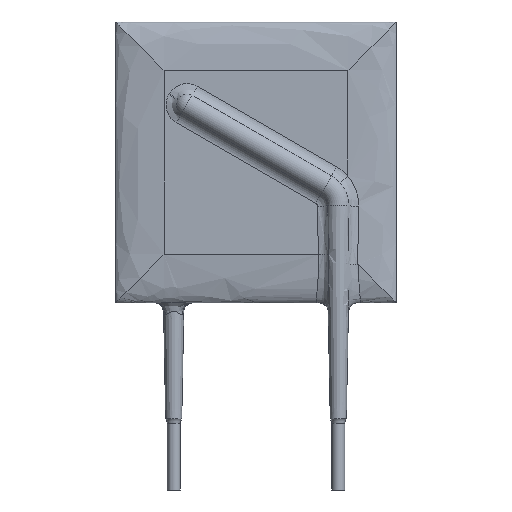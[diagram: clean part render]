
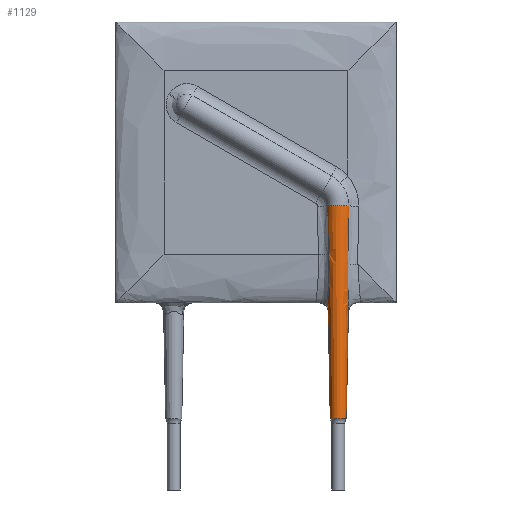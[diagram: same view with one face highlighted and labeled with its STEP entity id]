
A CAD part, front view. The second image highlights one B-rep face of the part: STEP entity #1129.
In plain terms, the highlighted conical face has half-angle 1.085 degrees and reference radius 0.75 mm.
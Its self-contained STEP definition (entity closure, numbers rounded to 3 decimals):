
#30 = CARTESIAN_POINT ( 'NONE',  ( 5.735, -1.111, 13.572 ) ) ;
#68 = VERTEX_POINT ( 'NONE', #2205 ) ;
#221 = DIRECTION ( 'NONE',  ( -1., 0., 0. ) ) ;
#301 = EDGE_CURVE ( 'NONE', #635, #68, #855, .T. ) ;
#319 = FACE_OUTER_BOUND ( 'NONE', #458, .T. ) ;
#457 = CARTESIAN_POINT ( 'NONE',  ( 5.719, -0.912, 8.743 ) ) ;
#458 = EDGE_LOOP ( 'NONE', ( #2447, #2229, #1950, #2899, #1653, #2650, #2150, #976 ) ) ;
#552 = CIRCLE ( 'NONE', #3000, 0.5 ) ;
#558 = CARTESIAN_POINT ( 'NONE',  ( 5.685, -1.1, 10.986 ) ) ;
#607 = DIRECTION ( 'NONE',  ( 0., 0., 1. ) ) ;
#612 = CARTESIAN_POINT ( 'NONE',  ( 4.451, -1.125, 14.6 ) ) ;
#630 = VERTEX_POINT ( 'NONE', #1362 ) ;
#635 = VERTEX_POINT ( 'NONE', #2187 ) ;
#640 = CARTESIAN_POINT ( 'NONE',  ( 4.479, -1.118, 13.128 ) ) ;
#645 = DIRECTION ( 'NONE',  ( -0.019, 0., 1. ) ) ;
#691 = CARTESIAN_POINT ( 'NONE',  ( 5.682, -1.087, 10.512 ) ) ;
#743 = CARTESIAN_POINT ( 'NONE',  ( 4.472, -0.75, 8.173 ) ) ;
#775 = EDGE_CURVE ( 'NONE', #825, #630, #1987, .T. ) ;
#825 = VERTEX_POINT ( 'NONE', #1448 ) ;
#830 = EDGE_CURVE ( 'NONE', #1689, #635, #2445, .T. ) ;
#833 = CARTESIAN_POINT ( 'NONE',  ( 5.1, -0.75, 14.6 ) ) ;
#855 = B_SPLINE_CURVE_WITH_KNOTS ( 'NONE', 3,
 ( #558, #1672, #1658, #1951, #30, #2480, #2751 ),
 .UNSPECIFIED., .F., .F.,
 ( 4, 3, 4 ),
 ( 0., 0.002, 0.004 ),
 .UNSPECIFIED. ) ;
#880 = EDGE_CURVE ( 'NONE', #825, #68, #1931, .T. ) ;
#900 = DIRECTION ( 'NONE',  ( -1., 0., 0. ) ) ;
#976 = ORIENTED_EDGE ( 'NONE', *, *, #1210, .F. ) ;
#1006 = CARTESIAN_POINT ( 'NONE',  ( 4.504, -1.024, 9.59 ) ) ;
#1129 = ADVANCED_FACE ( 'NONE', ( #319 ), #1252, .T. ) ;
#1163 = CARTESIAN_POINT ( 'NONE',  ( 4.508, -1.11, 11.614 ) ) ;
#1198 = AXIS2_PLACEMENT_3D ( 'NONE', #833, #2767, #900 ) ;
#1204 = VECTOR ( 'NONE', #1755, 1000. ) ;
#1210 = EDGE_CURVE ( 'NONE', #1894, #2411, #3108, .T. ) ;
#1252 = CONICAL_SURFACE ( 'NONE', #1198, 0.75, 0.019 ) ;
#1312 = CARTESIAN_POINT ( 'NONE',  ( 5.728, -0.75, 8.173 ) ) ;
#1362 = CARTESIAN_POINT ( 'NONE',  ( 4.508, -1.11, 11.614 ) ) ;
#1448 = CARTESIAN_POINT ( 'NONE',  ( 4.451, -1.125, 14.6 ) ) ;
#1473 = CARTESIAN_POINT ( 'NONE',  ( 4.498, -1.113, 12.119 ) ) ;
#1508 = CARTESIAN_POINT ( 'NONE',  ( 5.728, -0.832, 8.396 ) ) ;
#1517 = CARTESIAN_POINT ( 'NONE',  ( 5.73, -0.798, 8.281 ) ) ;
#1543 = CARTESIAN_POINT ( 'NONE',  ( 4.518, -1.088, 10.456 ) ) ;
#1587 = CARTESIAN_POINT ( 'NONE',  ( 5.1, -0.75, 14.6 ) ) ;
#1653 = ORIENTED_EDGE ( 'NONE', *, *, #880, .F. ) ;
#1658 = CARTESIAN_POINT ( 'NONE',  ( 5.711, -1.106, 12.368 ) ) ;
#1672 = CARTESIAN_POINT ( 'NONE',  ( 5.698, -1.103, 11.677 ) ) ;
#1689 = VERTEX_POINT ( 'NONE', #1312 ) ;
#1755 = DIRECTION ( 'NONE',  ( 0.019, 0., 1. ) ) ;
#1759 = CARTESIAN_POINT ( 'NONE',  ( 4.46, -1.123, 14.109 ) ) ;
#1821 = CARTESIAN_POINT ( 'NONE',  ( 4.469, -0.809, 8.306 ) ) ;
#1894 = VERTEX_POINT ( 'NONE', #2928 ) ;
#1931 = CIRCLE ( 'NONE', #2569, 0.75 ) ;
#1950 = ORIENTED_EDGE ( 'NONE', *, *, #830, .T. ) ;
#1951 = CARTESIAN_POINT ( 'NONE',  ( 5.725, -1.109, 13.059 ) ) ;
#1964 = B_SPLINE_CURVE_WITH_KNOTS ( 'NONE', 3,
 ( #2603, #2105, #1543, #1006, #3143, #2369, #2615, #3134, #1821, #743 ),
 .UNSPECIFIED., .F., .F.,
 ( 4, 2, 2, 2, 4 ),
 ( 0., 0.002, 0.003, 0.003, 0.003 ),
 .UNSPECIFIED. ) ;
#1971 = CARTESIAN_POINT ( 'NONE',  ( 5.85, -0.75, 14.6 ) ) ;
#1987 = B_SPLINE_CURVE_WITH_KNOTS ( 'NONE', 3,
 ( #612, #1759, #2032, #640, #2796, #1473, #1163 ),
 .UNSPECIFIED., .F., .F.,
 ( 4, 3, 4 ),
 ( 0., 0.001, 0.003 ),
 .UNSPECIFIED. ) ;
#2018 = CARTESIAN_POINT ( 'NONE',  ( 5.6, -0.75, 1.4 ) ) ;
#2027 = EDGE_CURVE ( 'NONE', #630, #2411, #1964, .T. ) ;
#2032 = CARTESIAN_POINT ( 'NONE',  ( 4.469, -1.12, 13.619 ) ) ;
#2086 = CARTESIAN_POINT ( 'NONE',  ( 5.708, -0.97, 9.094 ) ) ;
#2105 = CARTESIAN_POINT ( 'NONE',  ( 4.519, -1.107, 11.035 ) ) ;
#2150 = ORIENTED_EDGE ( 'NONE', *, *, #2027, .T. ) ;
#2187 = CARTESIAN_POINT ( 'NONE',  ( 5.685, -1.1, 10.986 ) ) ;
#2205 = CARTESIAN_POINT ( 'NONE',  ( 5.755, -1.116, 14.6 ) ) ;
#2229 = ORIENTED_EDGE ( 'NONE', *, *, #2978, .T. ) ;
#2265 = CARTESIAN_POINT ( 'NONE',  ( 4.35, -0.75, 14.6 ) ) ;
#2278 = VERTEX_POINT ( 'NONE', #2018 ) ;
#2329 = CARTESIAN_POINT ( 'NONE',  ( 5.702, -0.997, 9.33 ) ) ;
#2369 = CARTESIAN_POINT ( 'NONE',  ( 4.485, -0.934, 8.871 ) ) ;
#2411 = VERTEX_POINT ( 'NONE', #2795 ) ;
#2445 = B_SPLINE_CURVE_WITH_KNOTS ( 'NONE', 3,
 ( #3407, #1517, #1508, #2578, #457, #2086, #2329, #3130, #691, #3396 ),
 .UNSPECIFIED., .F., .F.,
 ( 4, 2, 2, 2, 4 ),
 ( 0.006, 0.006, 0.006, 0.007, 0.009 ),
 .UNSPECIFIED. ) ;
#2447 = ORIENTED_EDGE ( 'NONE', *, *, #3242, .T. ) ;
#2480 = CARTESIAN_POINT ( 'NONE',  ( 5.745, -1.114, 14.086 ) ) ;
#2569 = AXIS2_PLACEMENT_3D ( 'NONE', #1587, #2933, #221 ) ;
#2578 = CARTESIAN_POINT ( 'NONE',  ( 5.722, -0.889, 8.626 ) ) ;
#2603 = CARTESIAN_POINT ( 'NONE',  ( 4.508, -1.11, 11.614 ) ) ;
#2615 = CARTESIAN_POINT ( 'NONE',  ( 4.481, -0.91, 8.728 ) ) ;
#2650 = ORIENTED_EDGE ( 'NONE', *, *, #775, .T. ) ;
#2751 = CARTESIAN_POINT ( 'NONE',  ( 5.755, -1.116, 14.6 ) ) ;
#2767 = DIRECTION ( 'NONE',  ( 0., 0., 1. ) ) ;
#2795 = CARTESIAN_POINT ( 'NONE',  ( 4.472, -0.75, 8.173 ) ) ;
#2796 = CARTESIAN_POINT ( 'NONE',  ( 4.488, -1.115, 12.624 ) ) ;
#2803 = DIRECTION ( 'NONE',  ( -1., 0., 0. ) ) ;
#2899 = ORIENTED_EDGE ( 'NONE', *, *, #301, .T. ) ;
#2928 = CARTESIAN_POINT ( 'NONE',  ( 4.6, -0.75, 1.4 ) ) ;
#2933 = DIRECTION ( 'NONE',  ( 0., 0., 1. ) ) ;
#2978 = EDGE_CURVE ( 'NONE', #2278, #1689, #3184, .T. ) ;
#3000 = AXIS2_PLACEMENT_3D ( 'NONE', #3068, #607, #2803 ) ;
#3068 = CARTESIAN_POINT ( 'NONE',  ( 5.1, -0.75, 1.4 ) ) ;
#3108 = LINE ( 'NONE', #2265, #3233 ) ;
#3130 = CARTESIAN_POINT ( 'NONE',  ( 5.687, -1.063, 10.037 ) ) ;
#3134 = CARTESIAN_POINT ( 'NONE',  ( 4.473, -0.847, 8.446 ) ) ;
#3143 = CARTESIAN_POINT ( 'NONE',  ( 4.497, -0.996, 9.301 ) ) ;
#3184 = LINE ( 'NONE', #1971, #1204 ) ;
#3233 = VECTOR ( 'NONE', #645, 1000. ) ;
#3242 = EDGE_CURVE ( 'NONE', #1894, #2278, #552, .T. ) ;
#3396 = CARTESIAN_POINT ( 'NONE',  ( 5.685, -1.1, 10.986 ) ) ;
#3407 = CARTESIAN_POINT ( 'NONE',  ( 5.728, -0.75, 8.173 ) ) ;
